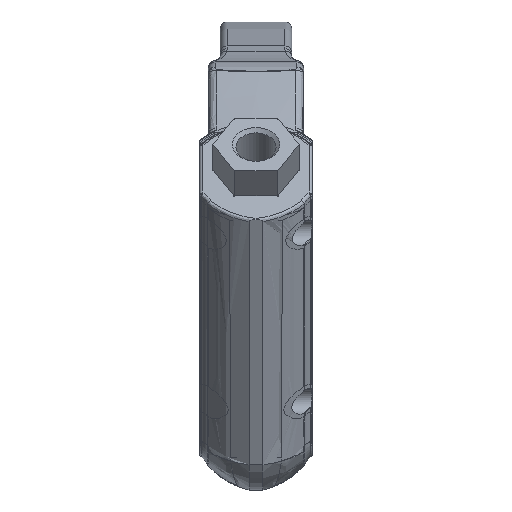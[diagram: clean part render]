
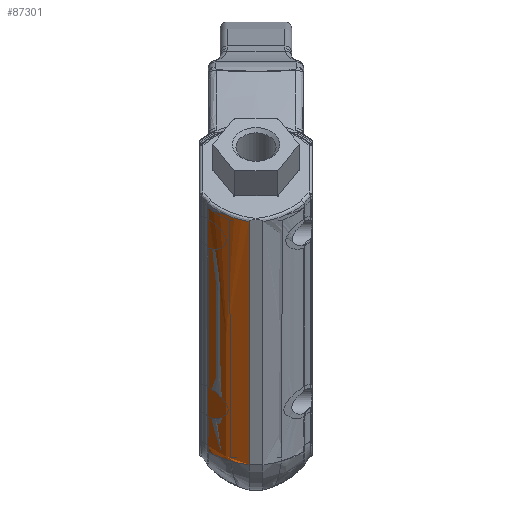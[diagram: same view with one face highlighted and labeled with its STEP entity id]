
A CAD part, top view. The second image highlights one B-rep face of the part: STEP entity #87301.
In plain terms, the highlighted free-form (B-spline) face has degree [3, 3] with [4, 6] control points.
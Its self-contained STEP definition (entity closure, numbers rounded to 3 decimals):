
#3918=LINE('',#152717,#7436);
#7436=VECTOR('',#102519,1000.);
#7822=ELLIPSE('',#91285,18.5,14.545);
#8004=(
BOUNDED_SURFACE()
B_SPLINE_SURFACE(3,3,((#153907,#153908,#153909,#153910,#153911,#153912),
(#153913,#153914,#153915,#153916,#153917,#153918),(#153919,#153920,#153921,
#153922,#153923,#153924),(#153925,#153926,#153927,#153928,#153929,#153930)),
 .SURF_OF_LINEAR_EXTRUSION.,.F.,.F.,.F.)
B_SPLINE_SURFACE_WITH_KNOTS((4,4),(4,2,4),(0.048,0.873),
(-0.002,0.,0.816),.UNSPECIFIED.)
GEOMETRIC_REPRESENTATION_ITEM()
RATIONAL_B_SPLINE_SURFACE(((0.99,0.99,0.99,
0.99,0.99,0.99),(0.933,
0.933,0.933,0.933,0.933,
0.933),(0.928,0.928,0.928,0.928,
0.928,0.928),(0.975,0.975,0.975,
0.975,0.975,0.975)))
REPRESENTATION_ITEM('')
SURFACE()
);
#26590=ORIENTED_EDGE('',*,*,#36462,.T.);
#26591=ORIENTED_EDGE('',*,*,#36459,.T.);
#26592=ORIENTED_EDGE('',*,*,#36456,.F.);
#26593=ORIENTED_EDGE('',*,*,#36719,.T.);
#26594=ORIENTED_EDGE('',*,*,#36720,.T.);
#26595=ORIENTED_EDGE('',*,*,#36721,.F.);
#36456=EDGE_CURVE('',#42914,#42915,#7822,.F.);
#36459=EDGE_CURVE('',#42916,#42915,#47510,.T.);
#36462=EDGE_CURVE('',#42917,#42916,#3918,.T.);
#36719=EDGE_CURVE('',#42914,#43077,#47583,.T.);
#36720=EDGE_CURVE('',#43077,#43078,#47584,.T.);
#36721=EDGE_CURVE('',#42917,#43078,#47585,.T.);
#42914=VERTEX_POINT('',#152661);
#42915=VERTEX_POINT('',#152662);
#42916=VERTEX_POINT('',#152705);
#42917=VERTEX_POINT('',#152716);
#43077=VERTEX_POINT('',#153902);
#43078=VERTEX_POINT('',#153935);
#47510=B_SPLINE_CURVE_WITH_KNOTS('',3,(#152701,#152702,#152703,#152704),
 .UNSPECIFIED.,.F.,.F.,(4,4),(0.,1.),.UNSPECIFIED.);
#47583=B_SPLINE_CURVE_WITH_KNOTS('',3,(#153903,#153904,#153905,#153906),
 .UNSPECIFIED.,.F.,.F.,(4,4),(0.,0.079),.UNSPECIFIED.);
#47584=B_SPLINE_CURVE_WITH_KNOTS('',3,(#153931,#153932,#153933,#153934),
 .UNSPECIFIED.,.F.,.F.,(4,4),(0.,0.002),
 .UNSPECIFIED.);
#47585=B_SPLINE_CURVE_WITH_KNOTS('',3,(#153936,#153937,#153938,#153939,
#153940),.UNSPECIFIED.,.F.,.F.,(4,1,4),(0.002,0.009,
0.016),.UNSPECIFIED.);
#51734=EDGE_LOOP('',(#26590,#26591,#26592,#26593,#26594,#26595));
#55901=FACE_BOUND('',#51734,.T.);
#87301=ADVANCED_FACE('',(#55901),#8004,.T.);
#91285=AXIS2_PLACEMENT_3D('',#152660,#102514,#102515);
#102514=DIRECTION('',(0.,-0.884,-0.468));
#102515=DIRECTION('',(-0.812,0.273,-0.516));
#102519=DIRECTION('',(0.,0.884,0.468));
#152660=CARTESIAN_POINT('',(-1.886,45.546,42.476));
#152661=CARTESIAN_POINT('',(-14.199,41.634,49.865));
#152662=CARTESIAN_POINT('',(-8.507,39.452,53.986));
#152701=CARTESIAN_POINT('',(-2.053,37.606,55.88));
#152702=CARTESIAN_POINT('',(-4.347,37.968,55.508));
#152703=CARTESIAN_POINT('',(-6.521,38.608,54.851));
#152704=CARTESIAN_POINT('',(-8.507,39.452,53.986));
#152705=CARTESIAN_POINT('',(-2.053,37.606,55.88));
#152716=CARTESIAN_POINT('',(-2.053,-33.865,18.041));
#152717=CARTESIAN_POINT('',(-2.053,2.112,37.088));
#153902=CARTESIAN_POINT('',(-14.298,-28.212,12.761));
#153903=CARTESIAN_POINT('',(-14.199,41.634,49.865));
#153904=CARTESIAN_POINT('',(-14.227,18.349,37.502));
#153905=CARTESIAN_POINT('',(-14.259,-4.933,25.135));
#153906=CARTESIAN_POINT('',(-14.298,-28.212,12.761));
#153907=CARTESIAN_POINT('',(-14.353,-30.591,11.429));
#153908=CARTESIAN_POINT('',(-14.353,-30.532,11.46));
#153909=CARTESIAN_POINT('',(-14.353,-30.473,11.491));
#153910=CARTESIAN_POINT('',(-14.353,-6.371,24.252));
#153911=CARTESIAN_POINT('',(-14.353,17.673,36.981));
#153912=CARTESIAN_POINT('',(-14.353,41.716,49.71));
#153913=CARTESIAN_POINT('',(-11.103,-32.345,14.742));
#153914=CARTESIAN_POINT('',(-11.103,-32.286,14.773));
#153915=CARTESIAN_POINT('',(-11.103,-32.227,14.804));
#153916=CARTESIAN_POINT('',(-11.103,-8.125,27.564));
#153917=CARTESIAN_POINT('',(-11.103,15.919,40.294));
#153918=CARTESIAN_POINT('',(-11.103,39.962,53.023));
#153919=CARTESIAN_POINT('',(-6.78,-33.562,17.041));
#153920=CARTESIAN_POINT('',(-6.78,-33.503,17.072));
#153921=CARTESIAN_POINT('',(-6.78,-33.444,17.103));
#153922=CARTESIAN_POINT('',(-6.78,-9.342,29.864));
#153923=CARTESIAN_POINT('',(-6.78,14.701,42.593));
#153924=CARTESIAN_POINT('',(-6.78,38.745,55.322));
#153925=CARTESIAN_POINT('',(-2.053,-34.042,17.947));
#153926=CARTESIAN_POINT('',(-2.053,-33.983,17.978));
#153927=CARTESIAN_POINT('',(-2.053,-33.924,18.009));
#153928=CARTESIAN_POINT('',(-2.053,-9.822,30.77));
#153929=CARTESIAN_POINT('',(-2.053,14.222,43.499));
#153930=CARTESIAN_POINT('',(-2.053,38.265,56.228));
#153931=CARTESIAN_POINT('',(-14.298,-28.212,12.761));
#153932=CARTESIAN_POINT('',(-14.299,-28.8,12.448));
#153933=CARTESIAN_POINT('',(-14.257,-29.406,12.181));
#153934=CARTESIAN_POINT('',(-14.205,-30.017,11.924));
#153935=CARTESIAN_POINT('',(-14.205,-30.017,11.924));
#153936=CARTESIAN_POINT('',(-2.053,-33.865,18.041));
#153937=CARTESIAN_POINT('',(-4.386,-33.599,17.609));
#153938=CARTESIAN_POINT('',(-8.883,-32.635,16.05));
#153939=CARTESIAN_POINT('',(-12.613,-30.996,13.441));
#153940=CARTESIAN_POINT('',(-14.205,-30.017,11.924));
